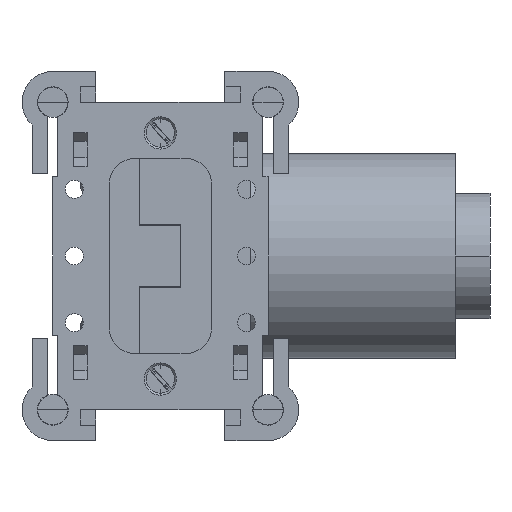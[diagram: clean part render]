
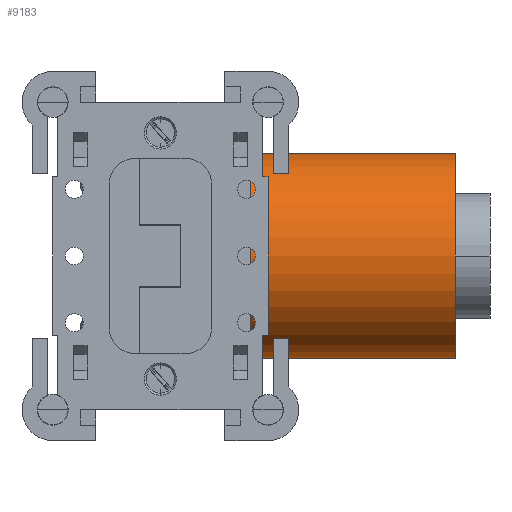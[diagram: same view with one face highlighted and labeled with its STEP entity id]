
A CAD part, front view. The second image highlights one B-rep face of the part: STEP entity #9183.
In plain terms, the highlighted cylindrical face has radius 20 mm (diameter 40 mm), a partial arc.
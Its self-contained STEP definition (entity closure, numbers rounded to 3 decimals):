
#64 = EDGE_CURVE ( 'NONE', #20168, #13120, #1328, .T. ) ;
#867 = CARTESIAN_POINT ( 'NONE',  ( 0., 10.5, 0. ) ) ;
#1328 = LINE ( 'NONE', #6230, #13476 ) ;
#2169 = ORIENTED_EDGE ( 'NONE', *, *, #16325, .F. ) ;
#2466 = DIRECTION ( 'NONE',  ( 1., 0., 0. ) ) ;
#2525 = AXIS2_PLACEMENT_3D ( 'NONE', #867, #11948, #2466 ) ;
#2946 = CARTESIAN_POINT ( 'NONE',  ( 20., 10.5, 0. ) ) ;
#3751 = EDGE_CURVE ( 'NONE', #11935, #6272, #6999, .T. ) ;
#4308 = CARTESIAN_POINT ( 'NONE',  ( -20., 10.5, 0. ) ) ;
#4453 = CIRCLE ( 'NONE', #18052, 20. ) ;
#4725 = DIRECTION ( 'NONE',  ( 0., 0., -1. ) ) ;
#4760 = VECTOR ( 'NONE', #4725, 1000. ) ;
#5000 = CARTESIAN_POINT ( 'NONE',  ( 0., 10.5, 40. ) ) ;
#6230 = CARTESIAN_POINT ( 'NONE',  ( 20., 10.5, 40. ) ) ;
#6272 = VERTEX_POINT ( 'NONE', #4308 ) ;
#6299 = DIRECTION ( 'NONE',  ( 0., 0., -1. ) ) ;
#6583 = DIRECTION ( 'NONE',  ( 1., 0., 0. ) ) ;
#6592 = DIRECTION ( 'NONE',  ( -1., 0., 0. ) ) ;
#6999 = LINE ( 'NONE', #12637, #4760 ) ;
#8161 = CYLINDRICAL_SURFACE ( 'NONE', #8494, 20. ) ;
#8494 = AXIS2_PLACEMENT_3D ( 'NONE', #17660, #19250, #6592 ) ;
#9183 = ADVANCED_FACE ( 'NONE', ( #20253 ), #8161, .T. ) ;
#10344 = ORIENTED_EDGE ( 'NONE', *, *, #3751, .T. ) ;
#10493 = CARTESIAN_POINT ( 'NONE',  ( 20., 10.5, 40. ) ) ;
#11431 = CIRCLE ( 'NONE', #2525, 20. ) ;
#11935 = VERTEX_POINT ( 'NONE', #13027 ) ;
#11948 = DIRECTION ( 'NONE',  ( 0., 0., -1. ) ) ;
#12637 = CARTESIAN_POINT ( 'NONE',  ( -20., 10.5, 40. ) ) ;
#13027 = CARTESIAN_POINT ( 'NONE',  ( -20., 10.5, 40. ) ) ;
#13120 = VERTEX_POINT ( 'NONE', #2946 ) ;
#13476 = VECTOR ( 'NONE', #6299, 1000. ) ;
#14486 = ORIENTED_EDGE ( 'NONE', *, *, #15932, .F. ) ;
#15418 = EDGE_LOOP ( 'NONE', ( #15625, #2169, #10344, #14486 ) ) ;
#15625 = ORIENTED_EDGE ( 'NONE', *, *, #64, .F. ) ;
#15932 = EDGE_CURVE ( 'NONE', #13120, #6272, #11431, .T. ) ;
#16075 = DIRECTION ( 'NONE',  ( 0., 0., 1. ) ) ;
#16325 = EDGE_CURVE ( 'NONE', #11935, #20168, #4453, .T. ) ;
#17660 = CARTESIAN_POINT ( 'NONE',  ( 0., 10.5, 40. ) ) ;
#18052 = AXIS2_PLACEMENT_3D ( 'NONE', #5000, #16075, #6583 ) ;
#19250 = DIRECTION ( 'NONE',  ( 0., 0., -1. ) ) ;
#20168 = VERTEX_POINT ( 'NONE', #10493 ) ;
#20253 = FACE_OUTER_BOUND ( 'NONE', #15418, .T. ) ;
